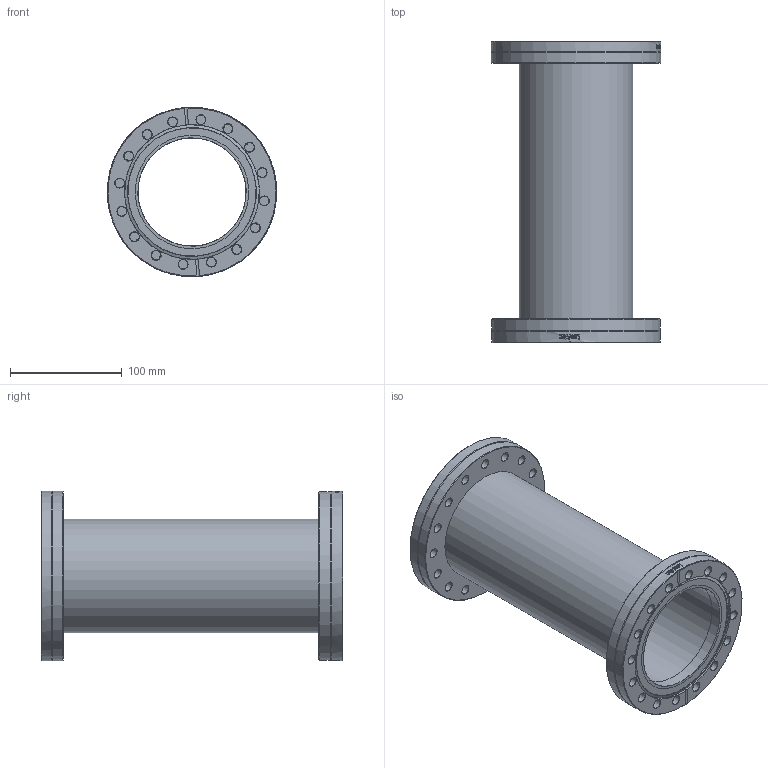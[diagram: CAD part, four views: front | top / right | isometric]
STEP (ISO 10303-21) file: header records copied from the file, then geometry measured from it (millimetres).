
FILE_DESCRIPTION(/* description */ (''),/* implementation_level */ '2;1');
FILE_NAME(/* name */ 'FL-SC100CF.stp',/* time_stamp */ '2018-01-24T13:22:17+00:00',/* author */ ('paul'),/* organization */ (''),/* preprocessor_version */ 'ST-DEVELOPER v16.13',/* originating_system */ 'Autodesk Inventor 2018',/* authorisation */ '');
FILE_SCHEMA (('AUTOMOTIVE_DESIGN { 1 0 10303 214 3 1 1 }'));
Length unit declared in the file: millimetre
Products named in the file (6): FL-SC100CF; FL-100CF-102; FL-100CFR-102; FL-100CF rotatable outer; FL-100CF rotatable inner bored for 101.6 OD tube; tube long
Assembly tree (5 placements, depth 3):
  FL-SC100CF
    FL-100CF-102
    FL-100CFR-102
      FL-100CF rotatable outer
      FL-100CF rotatable inner bored for 101.6 OD tube
    tube long
Bounding box: 151.6 x 269.7 x 151.6 mm (x, y, z)
Volume: 551943 mm3; surface area: 264410.2 mm2
Topology: 4 solids, 4 shells, 325 faces, 854 edges, 555 vertices
Faces by surface type: bspline 106, cone 77, plane 74, cylinder 66, torus 2
Full cylindrical faces by diameter (mm): 8.4 x32, 96.8 x2, 97 x1, 101.6 x1, 101.9 x2, 110.8 x1, 120.4 x1, 120.6 x2, 151.6 x4
Entity records: 32473 total; most frequent: CARTESIAN_POINT 25232, ORIENTED_EDGE 1394, DIRECTION 1268, EDGE_CURVE 697, EDGE_LOOP 536, VERTEX_POINT 519, AXIS2_PLACEMENT_3D 519, FACE_OUTER_BOUND 325
